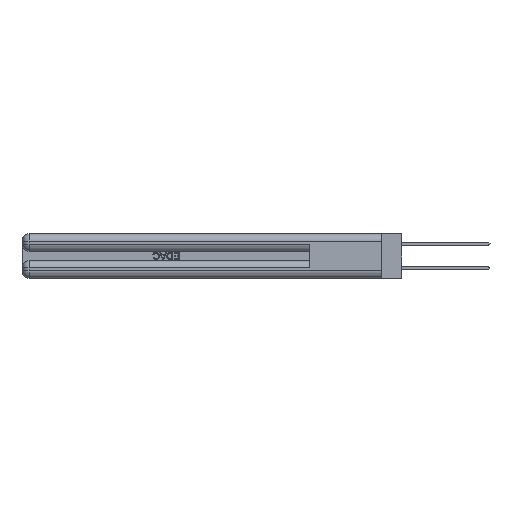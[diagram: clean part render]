
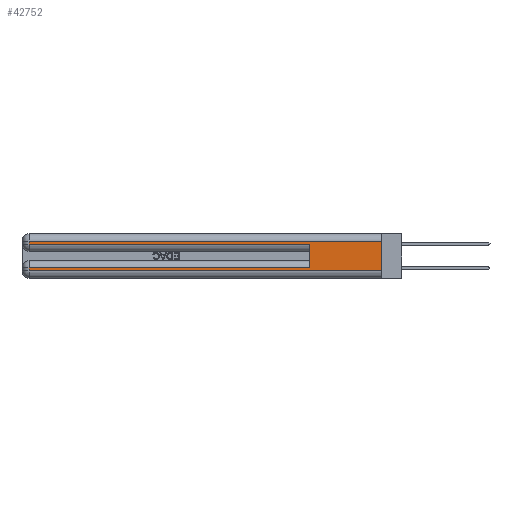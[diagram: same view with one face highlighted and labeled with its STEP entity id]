
A CAD part, left-side view. The second image highlights one B-rep face of the part: STEP entity #42752.
In plain terms, the highlighted planar face has unit normal (-1, 0, 0).
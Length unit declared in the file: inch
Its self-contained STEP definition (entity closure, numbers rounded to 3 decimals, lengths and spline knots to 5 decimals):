
#2164 = VERTEX_POINT ( 'NONE', #24864 ) ;
#2655 = EDGE_CURVE ( 'NONE', #2164, #29202, #13138, .T. ) ;
#3047 = CARTESIAN_POINT ( 'NONE',  ( 0., 2.94, 0.37 ) ) ;
#3491 = LINE ( 'NONE', #24628, #28438 ) ;
#3634 = CARTESIAN_POINT ( 'NONE',  ( 0., 0., 0.085 ) ) ;
#3750 = ORIENTED_EDGE ( 'NONE', *, *, #20480, .T. ) ;
#5796 = CARTESIAN_POINT ( 'NONE',  ( 0., 0.6, 0.285 ) ) ;
#5868 = DIRECTION ( 'NONE',  ( 0., 0., 1. ) ) ;
#6063 = FACE_OUTER_BOUND ( 'NONE', #13199, .T. ) ;
#6075 = VERTEX_POINT ( 'NONE', #5796 ) ;
#7102 = DIRECTION ( 'NONE',  ( 0., -1., 0. ) ) ;
#7157 = CARTESIAN_POINT ( 'NONE',  ( 0., 0., 0.06 ) ) ;
#7399 = VERTEX_POINT ( 'NONE', #27609 ) ;
#8564 = CARTESIAN_POINT ( 'NONE',  ( 0., 2.94, 0.085 ) ) ;
#9026 = ORIENTED_EDGE ( 'NONE', *, *, #21528, .F. ) ;
#11032 = DIRECTION ( 'NONE',  ( 0., 1., 0. ) ) ;
#11379 = LINE ( 'NONE', #7157, #37469 ) ;
#11959 = LINE ( 'NONE', #15124, #30518 ) ;
#13138 = LINE ( 'NONE', #3047, #38713 ) ;
#13199 = EDGE_LOOP ( 'NONE', ( #9026, #24014, #25566, #37810, #37266, #30941, #37053, #3750 ) ) ;
#13706 = DIRECTION ( 'NONE',  ( 0., 0., -1. ) ) ;
#14322 = VECTOR ( 'NONE', #11032, 39.37008 ) ;
#15014 = DIRECTION ( 'NONE',  ( 0., 0., -1. ) ) ;
#15124 = CARTESIAN_POINT ( 'NONE',  ( 0., 2.94, 0.37 ) ) ;
#15786 = CARTESIAN_POINT ( 'NONE',  ( 0., 0.6, 0.145 ) ) ;
#17807 = VECTOR ( 'NONE', #5868, 39.37008 ) ;
#18743 = VERTEX_POINT ( 'NONE', #8564 ) ;
#20480 = EDGE_CURVE ( 'NONE', #33612, #30010, #11379, .T. ) ;
#21009 = LINE ( 'NONE', #15786, #17807 ) ;
#21528 = EDGE_CURVE ( 'NONE', #7399, #30010, #36837, .T. ) ;
#24014 = ORIENTED_EDGE ( 'NONE', *, *, #39292, .T. ) ;
#24628 = CARTESIAN_POINT ( 'NONE',  ( 0., 0., 0.285 ) ) ;
#24646 = CARTESIAN_POINT ( 'NONE',  ( 0., 2.94, 0.285 ) ) ;
#24864 = CARTESIAN_POINT ( 'NONE',  ( 0., 2.94, 0.31 ) ) ;
#25131 = EDGE_CURVE ( 'NONE', #32478, #6075, #21009, .T. ) ;
#25566 = ORIENTED_EDGE ( 'NONE', *, *, #2655, .T. ) ;
#27609 = CARTESIAN_POINT ( 'NONE',  ( 0., 0., 0.31 ) ) ;
#27619 = LINE ( 'NONE', #3634, #14322 ) ;
#28122 = AXIS2_PLACEMENT_3D ( 'NONE', #30352, #33781, #13706 ) ;
#28255 = CARTESIAN_POINT ( 'NONE',  ( 0., 0., 0.06 ) ) ;
#28367 = CARTESIAN_POINT ( 'NONE',  ( 0., 0., 0.37 ) ) ;
#28438 = VECTOR ( 'NONE', #7102, 39.37008 ) ;
#28581 = EDGE_CURVE ( 'NONE', #32478, #18743, #27619, .T. ) ;
#28625 = DIRECTION ( 'NONE',  ( 0., 0., -1. ) ) ;
#29202 = VERTEX_POINT ( 'NONE', #24646 ) ;
#30010 = VERTEX_POINT ( 'NONE', #28255 ) ;
#30095 = CARTESIAN_POINT ( 'NONE',  ( 0., 0., 0.31 ) ) ;
#30352 = CARTESIAN_POINT ( 'NONE',  ( 0., 0., 0.37 ) ) ;
#30518 = VECTOR ( 'NONE', #28625, 39.37008 ) ;
#30941 = ORIENTED_EDGE ( 'NONE', *, *, #28581, .T. ) ;
#32478 = VERTEX_POINT ( 'NONE', #34914 ) ;
#33306 = DIRECTION ( 'NONE',  ( 0., 0., -1. ) ) ;
#33612 = VERTEX_POINT ( 'NONE', #40015 ) ;
#33781 = DIRECTION ( 'NONE',  ( 1., 0., 0. ) ) ;
#33836 = EDGE_CURVE ( 'NONE', #29202, #6075, #3491, .T. ) ;
#33992 = EDGE_CURVE ( 'NONE', #18743, #33612, #11959, .T. ) ;
#34127 = VECTOR ( 'NONE', #15014, 39.37008 ) ;
#34333 = DIRECTION ( 'NONE',  ( 0., -1., 0. ) ) ;
#34914 = CARTESIAN_POINT ( 'NONE',  ( 0., 0.6, 0.085 ) ) ;
#36837 = LINE ( 'NONE', #28367, #34127 ) ;
#37053 = ORIENTED_EDGE ( 'NONE', *, *, #33992, .T. ) ;
#37266 = ORIENTED_EDGE ( 'NONE', *, *, #25131, .F. ) ;
#37469 = VECTOR ( 'NONE', #34333, 39.37008 ) ;
#37810 = ORIENTED_EDGE ( 'NONE', *, *, #33836, .T. ) ;
#38713 = VECTOR ( 'NONE', #33306, 39.37008 ) ;
#39292 = EDGE_CURVE ( 'NONE', #7399, #2164, #42938, .T. ) ;
#39766 = VECTOR ( 'NONE', #40840, 39.37008 ) ;
#40015 = CARTESIAN_POINT ( 'NONE',  ( 0., 2.94, 0.06 ) ) ;
#40840 = DIRECTION ( 'NONE',  ( 0., 1., 0. ) ) ;
#40960 = PLANE ( 'NONE',  #28122 ) ;
#42752 = ADVANCED_FACE ( 'NONE', ( #6063 ), #40960, .F. ) ;
#42938 = LINE ( 'NONE', #30095, #39766 ) ;
